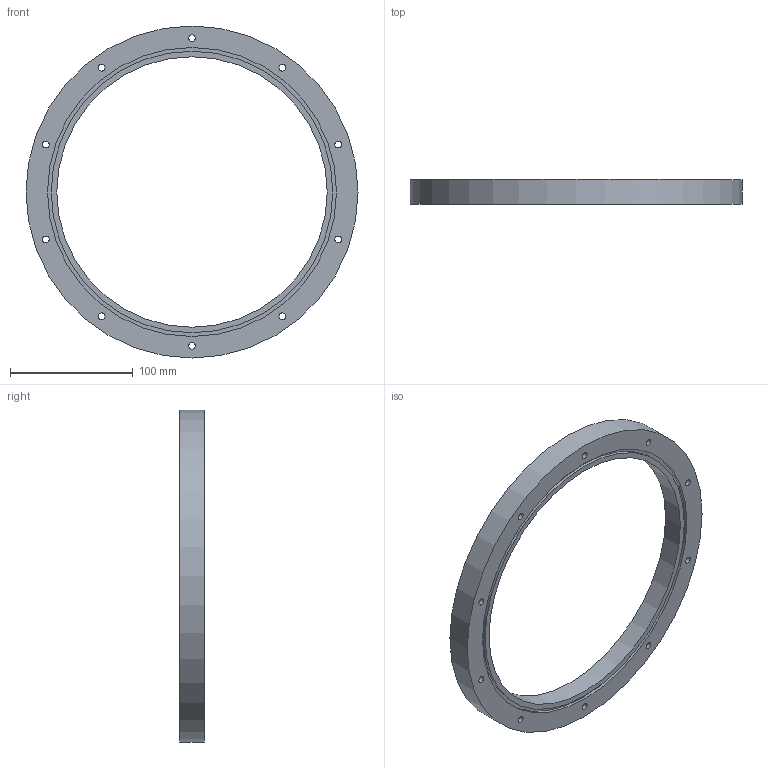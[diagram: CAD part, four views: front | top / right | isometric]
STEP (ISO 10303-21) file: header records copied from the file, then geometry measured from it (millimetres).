
FILE_DESCRIPTION(/* description */ (''),/* implementation_level */ '2;1');
FILE_NAME(/* name */ 'SealedGlassRing.stp',/* time_stamp */ '2025-09-23T16:42:34-04:00',/* author */ ('mateo'),/* organization */ (''),/* preprocessor_version */ 'ST-DEVELOPER v20.1',/* originating_system */ 'Autodesk Inventor 2026',/* authorisation */ '');
FILE_SCHEMA (('AUTOMOTIVE_DESIGN { 1 0 10303 214 3 1 1 }'));
Length unit declared in the file: millimetre
Products named in the file (1): SealedGlassRing
Bounding box: 270 x 20 x 270 mm (x, y, z)
Volume: 343035 mm3; surface area: 80283.1 mm2
Topology: 1 solids, 1 shells, 351 faces, 951 edges, 634 vertices
Faces by surface type: plane 181, bspline 153, cylinder 17
Full cylindrical faces by diameter (mm): 5.5 x10, 220 x1, 229 x1, 231 x1, 235 x1, 237 x1, 243 x1, 270 x1
Entity records: 12308 total; most frequent: CARTESIAN_POINT 4390, ORIENTED_EDGE 1902, DIRECTION 1077, EDGE_CURVE 951, VERTEX_POINT 634, LINE 611, VECTOR 611, EDGE_LOOP 405
